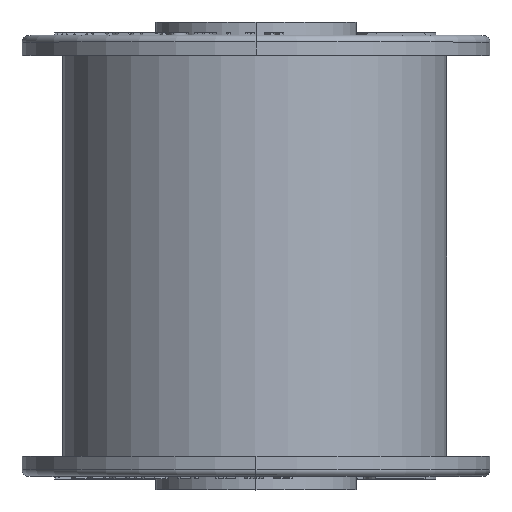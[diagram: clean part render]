
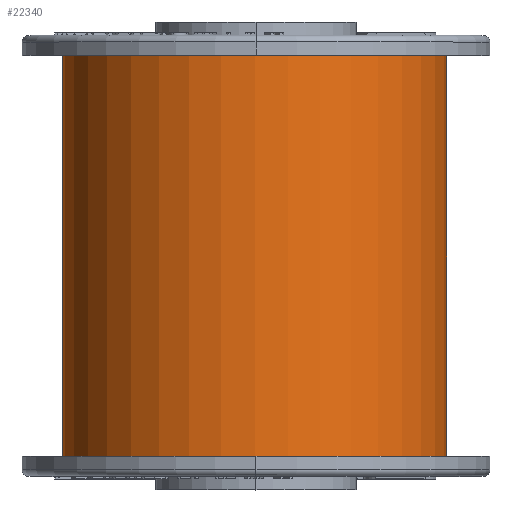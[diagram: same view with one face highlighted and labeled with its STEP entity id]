
A CAD part, top view. The second image highlights one B-rep face of the part: STEP entity #22340.
In plain terms, the highlighted cylindrical face has radius 14.37 mm (diameter 28.74 mm), a partial arc.
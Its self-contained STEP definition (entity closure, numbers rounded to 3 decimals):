
#290 = CARTESIAN_POINT ( 'NONE',  ( -14.48, 30., 0. ) ) ;
#548 = CARTESIAN_POINT ( 'NONE',  ( 14.26, 0., 0. ) ) ;
#1037 = ORIENTED_EDGE ( 'NONE', *, *, #4358, .T. ) ;
#1228 = CARTESIAN_POINT ( 'NONE',  ( -0.11, 30., 0. ) ) ;
#1454 = DIRECTION ( 'NONE',  ( 0., -1., 0. ) ) ;
#1460 = AXIS2_PLACEMENT_3D ( 'NONE', #23090, #2976, #19216 ) ;
#2526 = CARTESIAN_POINT ( 'NONE',  ( -14.48, 0., 0. ) ) ;
#2959 = EDGE_CURVE ( 'NONE', #5461, #21391, #5223, .T. ) ;
#2976 = DIRECTION ( 'NONE',  ( 0., -1., 0. ) ) ;
#2994 = DIRECTION ( 'NONE',  ( 0., -1., 0. ) ) ;
#3153 = ORIENTED_EDGE ( 'NONE', *, *, #2959, .F. ) ;
#4358 = EDGE_CURVE ( 'NONE', #21687, #22688, #22087, .T. ) ;
#5223 = LINE ( 'NONE', #8417, #17157 ) ;
#5403 = DIRECTION ( 'NONE',  ( 0., -1., 0. ) ) ;
#5461 = VERTEX_POINT ( 'NONE', #17402 ) ;
#8417 = CARTESIAN_POINT ( 'NONE',  ( 14.26, 30., 0. ) ) ;
#8421 = DIRECTION ( 'NONE',  ( 1., 0., 0. ) ) ;
#9075 = FACE_OUTER_BOUND ( 'NONE', #20947, .T. ) ;
#9409 = DIRECTION ( 'NONE',  ( 0., -1., 0. ) ) ;
#9687 = VECTOR ( 'NONE', #9409, 1000. ) ;
#11109 = AXIS2_PLACEMENT_3D ( 'NONE', #1228, #2994, #8421 ) ;
#12747 = CIRCLE ( 'NONE', #1460, 14.37 ) ;
#13568 = ORIENTED_EDGE ( 'NONE', *, *, #13584, .T. ) ;
#13584 = EDGE_CURVE ( 'NONE', #5461, #21687, #21246, .T. ) ;
#14228 = CARTESIAN_POINT ( 'NONE',  ( -0.11, 30., 0. ) ) ;
#16029 = EDGE_CURVE ( 'NONE', #21391, #22688, #12747, .T. ) ;
#16241 = DIRECTION ( 'NONE',  ( 0., 0., -1. ) ) ;
#17041 = CARTESIAN_POINT ( 'NONE',  ( -14.48, 30., 0. ) ) ;
#17157 = VECTOR ( 'NONE', #1454, 1000. ) ;
#17402 = CARTESIAN_POINT ( 'NONE',  ( 14.26, 30., 0. ) ) ;
#17693 = AXIS2_PLACEMENT_3D ( 'NONE', #14228, #5403, #16241 ) ;
#17870 = CYLINDRICAL_SURFACE ( 'NONE', #17693, 14.37 ) ;
#19216 = DIRECTION ( 'NONE',  ( 1., 0., 0. ) ) ;
#19664 = ORIENTED_EDGE ( 'NONE', *, *, #16029, .F. ) ;
#20947 = EDGE_LOOP ( 'NONE', ( #19664, #3153, #13568, #1037 ) ) ;
#21246 = CIRCLE ( 'NONE', #11109, 14.37 ) ;
#21391 = VERTEX_POINT ( 'NONE', #548 ) ;
#21687 = VERTEX_POINT ( 'NONE', #290 ) ;
#22087 = LINE ( 'NONE', #17041, #9687 ) ;
#22340 = ADVANCED_FACE ( 'NONE', ( #9075 ), #17870, .T. ) ;
#22688 = VERTEX_POINT ( 'NONE', #2526 ) ;
#23090 = CARTESIAN_POINT ( 'NONE',  ( -0.11, 0., 0. ) ) ;
